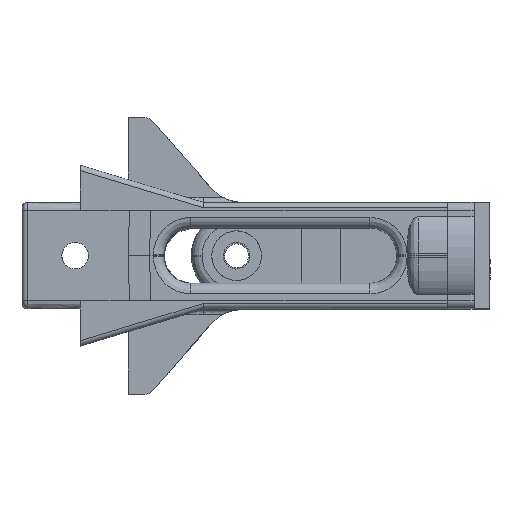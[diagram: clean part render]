
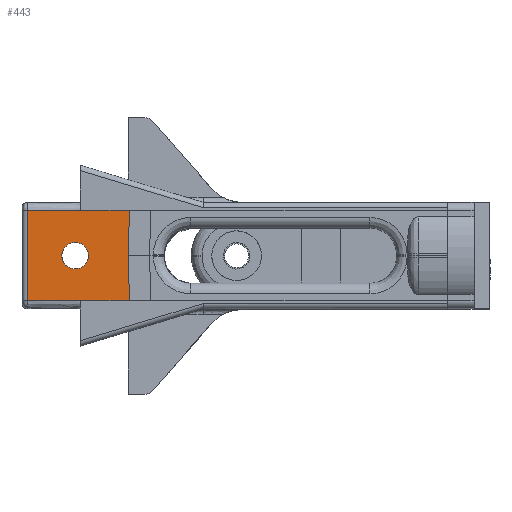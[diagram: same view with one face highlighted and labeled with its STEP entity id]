
A CAD part, top view. The second image highlights one B-rep face of the part: STEP entity #443.
In plain terms, the highlighted planar face has unit normal (0, 0, 1).
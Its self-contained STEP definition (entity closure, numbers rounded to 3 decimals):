
#108=FACE_BOUND('',#1312,.T.);
#443=ADVANCED_FACE('',(#860,#108),#6458,.T.);
#860=FACE_OUTER_BOUND('',#1311,.T.);
#1311=EDGE_LOOP('',(#3076,#3077,#3078,#3079,#3080,#3081,#3082));
#1312=EDGE_LOOP('',(#3083,#3084));
#3076=ORIENTED_EDGE('',*,*,#4022,.F.);
#3077=ORIENTED_EDGE('',*,*,#4256,.T.);
#3078=ORIENTED_EDGE('',*,*,#3691,.T.);
#3079=ORIENTED_EDGE('',*,*,#3690,.T.);
#3080=ORIENTED_EDGE('',*,*,#4259,.T.);
#3081=ORIENTED_EDGE('',*,*,#3749,.T.);
#3082=ORIENTED_EDGE('',*,*,#4261,.F.);
#3083=ORIENTED_EDGE('',*,*,#4278,.T.);
#3084=ORIENTED_EDGE('',*,*,#4466,.T.);
#3690=EDGE_CURVE('',#5655,#5654,#4647,.T.);
#3691=EDGE_CURVE('',#5656,#5655,#4648,.T.);
#3749=EDGE_CURVE('',#5666,#5988,#4673,.T.);
#4022=EDGE_CURVE('',#5853,#5987,#4858,.T.);
#4256=EDGE_CURVE('',#5853,#5656,#5314,.T.);
#4259=EDGE_CURVE('',#5654,#5666,#5023,.T.);
#4261=EDGE_CURVE('',#5987,#5988,#5317,.T.);
#4278=EDGE_CURVE('',#5996,#6113,#5035,.T.);
#4466=EDGE_CURVE('',#6113,#5996,#5055,.T.);
#4647=(
BOUNDED_CURVE()
B_SPLINE_CURVE(1,(#13352,#13353),.UNSPECIFIED.,.F.,.F.)
B_SPLINE_CURVE_WITH_KNOTS((2,2),(23.058,31.558),
 .UNSPECIFIED.)
CURVE()
GEOMETRIC_REPRESENTATION_ITEM()
RATIONAL_B_SPLINE_CURVE((1.,1.))
REPRESENTATION_ITEM('')
);
#4648=(
BOUNDED_CURVE()
B_SPLINE_CURVE(1,(#13354,#13355),.UNSPECIFIED.,.F.,.F.)
B_SPLINE_CURVE_WITH_KNOTS((2,2),(14.558,23.058),
 .UNSPECIFIED.)
CURVE()
GEOMETRIC_REPRESENTATION_ITEM()
RATIONAL_B_SPLINE_CURVE((1.,1.))
REPRESENTATION_ITEM('')
);
#4673=(
BOUNDED_CURVE()
B_SPLINE_CURVE(1,(#13495,#13496),.UNSPECIFIED.,.F.,.F.)
B_SPLINE_CURVE_WITH_KNOTS((2,2),(0.,10.),.UNSPECIFIED.)
CURVE()
GEOMETRIC_REPRESENTATION_ITEM()
RATIONAL_B_SPLINE_CURVE((1.,1.))
REPRESENTATION_ITEM('')
);
#4858=(
BOUNDED_CURVE()
B_SPLINE_CURVE(1,(#14558,#14559),.UNSPECIFIED.,.F.,.F.)
B_SPLINE_CURVE_WITH_KNOTS((2,2),(0.,10.),.UNSPECIFIED.)
CURVE()
GEOMETRIC_REPRESENTATION_ITEM()
RATIONAL_B_SPLINE_CURVE((1.,1.))
REPRESENTATION_ITEM('')
);
#5023=(
BOUNDED_CURVE()
B_SPLINE_CURVE(1,(#15513,#15514,#15515,#15516,#15517),.UNSPECIFIED.,.F.,
 .F.)
B_SPLINE_CURVE_WITH_KNOTS((2,1,1,1,2),(31.558,39.058,
39.098,39.244,40.744),.UNSPECIFIED.)
CURVE()
GEOMETRIC_REPRESENTATION_ITEM()
RATIONAL_B_SPLINE_CURVE((1.,1.,1.,1.,1.))
REPRESENTATION_ITEM('')
);
#5035=(
BOUNDED_CURVE()
B_SPLINE_CURVE(2,(#15632,#15633,#15634,#15635,#15636),.UNSPECIFIED.,.F.,
 .F.)
B_SPLINE_CURVE_WITH_KNOTS((3,2,3),(0.,3.927,7.854),
 .UNSPECIFIED.)
CURVE()
GEOMETRIC_REPRESENTATION_ITEM()
RATIONAL_B_SPLINE_CURVE((1.,0.707,1.,0.707,1.))
REPRESENTATION_ITEM('')
);
#5055=(
BOUNDED_CURVE()
B_SPLINE_CURVE(2,(#16492,#16493,#16494,#16495,#16496),.UNSPECIFIED.,.F.,
 .F.)
B_SPLINE_CURVE_WITH_KNOTS((3,2,3),(7.854,11.781,15.708),
 .UNSPECIFIED.)
CURVE()
GEOMETRIC_REPRESENTATION_ITEM()
RATIONAL_B_SPLINE_CURVE((1.,0.707,1.,0.707,1.))
REPRESENTATION_ITEM('')
);
#5314=B_SPLINE_CURVE_WITH_KNOTS('',1,(#15501,#15502,#15503,#15504,#15505),
 .UNSPECIFIED.,.F.,.F.,(2,1,1,1,2),(-69.,-67.5,
-67.353,-67.314,-59.814),.UNSPECIFIED.);
#5317=B_SPLINE_CURVE_WITH_KNOTS('',1,(#15521,#15522),.UNSPECIFIED.,.F.,
 .F.,(2,2),(0.,17.),.UNSPECIFIED.);
#5654=VERTEX_POINT('',#12813);
#5655=VERTEX_POINT('',#12814);
#5656=VERTEX_POINT('',#12815);
#5666=VERTEX_POINT('',#12825);
#5853=VERTEX_POINT('',#13012);
#5987=VERTEX_POINT('',#13146);
#5988=VERTEX_POINT('',#13147);
#5996=VERTEX_POINT('',#13155);
#6113=VERTEX_POINT('',#13272);
#6458=PLANE('',#6665);
#6665=AXIS2_PLACEMENT_3D('',#11933,#6787,$);
#6787=DIRECTION('',(0.,0.,1.));
#11933=CARTESIAN_POINT('',(279.108,-85.092,-461.689));
#12813=CARTESIAN_POINT('',(278.906,-67.922,-461.689));
#12814=CARTESIAN_POINT('',(278.72,-76.422,-461.689));
#12815=CARTESIAN_POINT('',(278.906,-84.922,-461.689));
#12825=CARTESIAN_POINT('',(269.72,-67.922,-461.689));
#13012=CARTESIAN_POINT('',(269.72,-84.922,-461.689));
#13146=CARTESIAN_POINT('',(259.72,-84.922,-461.689));
#13147=CARTESIAN_POINT('',(259.72,-67.922,-461.689));
#13155=CARTESIAN_POINT('',(271.22,-76.422,-461.689));
#13272=CARTESIAN_POINT('',(266.22,-76.422,-461.689));
#13352=CARTESIAN_POINT('',(278.72,-76.422,-461.689));
#13353=CARTESIAN_POINT('',(278.906,-67.922,-461.689));
#13354=CARTESIAN_POINT('',(278.906,-84.922,-461.689));
#13355=CARTESIAN_POINT('',(278.72,-76.422,-461.689));
#13495=CARTESIAN_POINT('',(269.72,-67.922,-461.689));
#13496=CARTESIAN_POINT('',(259.72,-67.922,-461.689));
#14558=CARTESIAN_POINT('',(269.72,-84.922,-461.689));
#14559=CARTESIAN_POINT('',(259.72,-84.922,-461.689));
#15501=CARTESIAN_POINT('',(269.72,-84.922,-461.689));
#15502=CARTESIAN_POINT('',(271.22,-84.922,-461.689));
#15503=CARTESIAN_POINT('',(271.367,-84.922,-461.689));
#15504=CARTESIAN_POINT('',(271.406,-84.922,-461.689));
#15505=CARTESIAN_POINT('',(278.906,-84.922,-461.689));
#15513=CARTESIAN_POINT('',(278.906,-67.922,-461.689));
#15514=CARTESIAN_POINT('',(271.406,-67.922,-461.689));
#15515=CARTESIAN_POINT('',(271.367,-67.922,-461.689));
#15516=CARTESIAN_POINT('',(271.22,-67.922,-461.689));
#15517=CARTESIAN_POINT('',(269.72,-67.922,-461.689));
#15521=CARTESIAN_POINT('',(259.72,-84.922,-461.689));
#15522=CARTESIAN_POINT('',(259.72,-67.922,-461.689));
#15632=CARTESIAN_POINT('',(271.22,-76.422,-461.689));
#15633=CARTESIAN_POINT('',(271.22,-78.922,-461.689));
#15634=CARTESIAN_POINT('',(268.72,-78.922,-461.689));
#15635=CARTESIAN_POINT('',(266.22,-78.922,-461.689));
#15636=CARTESIAN_POINT('',(266.22,-76.422,-461.689));
#16492=CARTESIAN_POINT('',(266.22,-76.422,-461.689));
#16493=CARTESIAN_POINT('',(266.22,-73.922,-461.689));
#16494=CARTESIAN_POINT('',(268.72,-73.922,-461.689));
#16495=CARTESIAN_POINT('',(271.22,-73.922,-461.689));
#16496=CARTESIAN_POINT('',(271.22,-76.422,-461.689));
